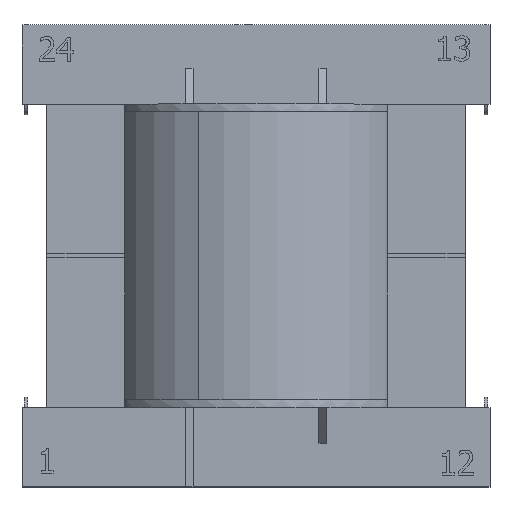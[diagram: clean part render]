
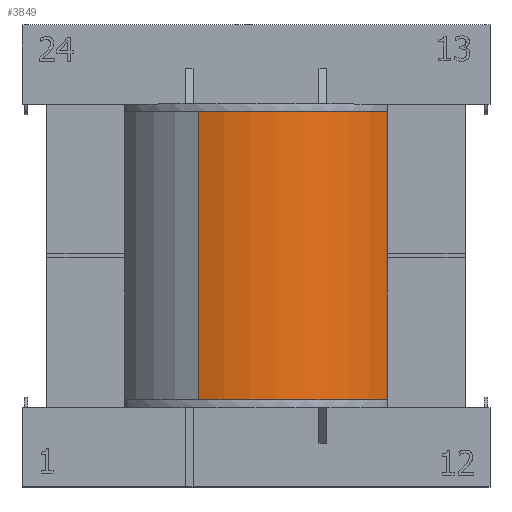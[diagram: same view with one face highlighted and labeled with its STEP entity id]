
A CAD part, top view. The second image highlights one B-rep face of the part: STEP entity #3849.
In plain terms, the highlighted cylindrical face has radius 21.75 mm (diameter 43.5 mm), a partial arc.
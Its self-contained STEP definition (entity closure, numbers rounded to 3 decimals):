
#1043 = ORIENTED_EDGE ( 'NONE', *, *, #7228, .T. ) ;
#2712 = ORIENTED_EDGE ( 'NONE', *, *, #17675, .F. ) ;
#3457 = DIRECTION ( 'NONE',  ( 0., 0., -1. ) ) ;
#3849 = ADVANCED_FACE ( 'NONE', ( #33956 ), #8804, .T. ) ;
#4428 = CARTESIAN_POINT ( 'NONE',  ( 0., -20.6, -21.75 ) ) ;
#4844 = DIRECTION ( 'NONE',  ( 0., 0., 1. ) ) ;
#5145 = CARTESIAN_POINT ( 'NONE',  ( 0., 20.6, 21.75 ) ) ;
#5721 = VERTEX_POINT ( 'NONE', #25600 ) ;
#7124 = EDGE_CURVE ( 'NONE', #24705, #5721, #8089, .T. ) ;
#7228 = EDGE_CURVE ( 'NONE', #5721, #8935, #22077, .T. ) ;
#7962 = DIRECTION ( 'NONE',  ( 0., 1., 0. ) ) ;
#8089 = LINE ( 'NONE', #5145, #24486 ) ;
#8251 = DIRECTION ( 'NONE',  ( 0., -1., 0. ) ) ;
#8641 = DIRECTION ( 'NONE',  ( 0., -1., 0. ) ) ;
#8804 = CYLINDRICAL_SURFACE ( 'NONE', #32260, 21.75 ) ;
#8935 = VERTEX_POINT ( 'NONE', #4428 ) ;
#10483 = EDGE_CURVE ( 'NONE', #18238, #8935, #15903, .T. ) ;
#13801 = CARTESIAN_POINT ( 'NONE',  ( 0., 20.6, -21.75 ) ) ;
#15821 = ORIENTED_EDGE ( 'NONE', *, *, #10483, .F. ) ;
#15903 = LINE ( 'NONE', #33604, #28357 ) ;
#16892 = AXIS2_PLACEMENT_3D ( 'NONE', #30166, #7962, #4844 ) ;
#17675 = EDGE_CURVE ( 'NONE', #24705, #18238, #25155, .T. ) ;
#18238 = VERTEX_POINT ( 'NONE', #13801 ) ;
#18613 = DIRECTION ( 'NONE',  ( 0., 0., 1. ) ) ;
#20066 = DIRECTION ( 'NONE',  ( 0., -1., 0. ) ) ;
#22077 = CIRCLE ( 'NONE', #33311, 21.75 ) ;
#23129 = EDGE_LOOP ( 'NONE', ( #2712, #25726, #1043, #15821 ) ) ;
#24354 = DIRECTION ( 'NONE',  ( 0., 1., 0. ) ) ;
#24486 = VECTOR ( 'NONE', #8641, 1000. ) ;
#24705 = VERTEX_POINT ( 'NONE', #28764 ) ;
#25155 = CIRCLE ( 'NONE', #16892, 21.75 ) ;
#25600 = CARTESIAN_POINT ( 'NONE',  ( 0., -20.6, 21.75 ) ) ;
#25726 = ORIENTED_EDGE ( 'NONE', *, *, #7124, .T. ) ;
#28357 = VECTOR ( 'NONE', #8251, 1000. ) ;
#28764 = CARTESIAN_POINT ( 'NONE',  ( 0., 20.6, 21.75 ) ) ;
#30166 = CARTESIAN_POINT ( 'NONE',  ( 0., 20.6, 0. ) ) ;
#31173 = CARTESIAN_POINT ( 'NONE',  ( 0., 20.6, 0. ) ) ;
#32260 = AXIS2_PLACEMENT_3D ( 'NONE', #31173, #20066, #3457 ) ;
#33311 = AXIS2_PLACEMENT_3D ( 'NONE', #35482, #24354, #18613 ) ;
#33604 = CARTESIAN_POINT ( 'NONE',  ( 0., 20.6, -21.75 ) ) ;
#33956 = FACE_OUTER_BOUND ( 'NONE', #23129, .T. ) ;
#35482 = CARTESIAN_POINT ( 'NONE',  ( 0., -20.6, 0. ) ) ;
